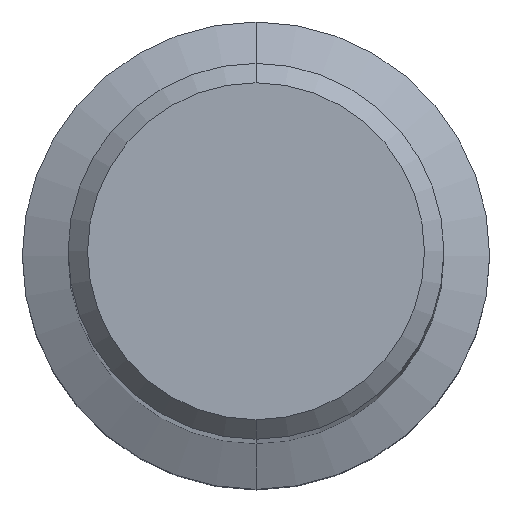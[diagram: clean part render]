
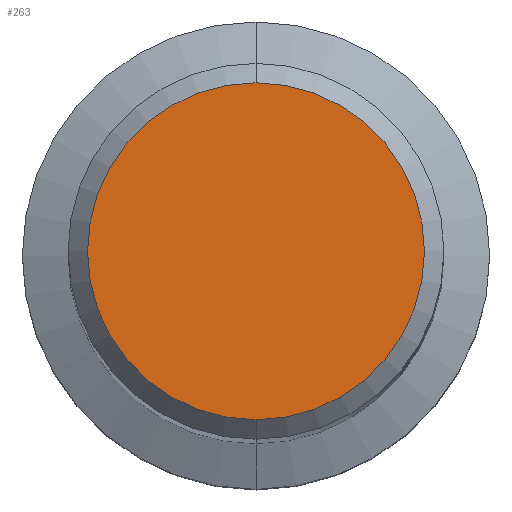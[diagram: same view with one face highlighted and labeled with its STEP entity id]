
A CAD part, top view. The second image highlights one B-rep face of the part: STEP entity #263.
In plain terms, the highlighted planar face has unit normal (0, 0, 1).
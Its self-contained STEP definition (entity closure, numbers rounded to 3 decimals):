
#127=EDGE_CURVE('',#223,#175,#326,.T.);
#175=VERTEX_POINT('',#378);
#223=VERTEX_POINT('',#434);
#253=EDGE_CURVE('',#175,#223,#468,.T.);
#263=ADVANCED_FACE('',(#479),#480,.T.);
#326=CIRCLE('',#543,8.65);
#378=CARTESIAN_POINT('',(0.0,8.65,0.0));
#434=CARTESIAN_POINT('',(0.,-8.65,0.0));
#468=CIRCLE('',#729,8.65);
#479=FACE_OUTER_BOUND('',#744,.T.);
#480=PLANE('',#745);
#543=AXIS2_PLACEMENT_3D('',#802,#803,#804);
#729=AXIS2_PLACEMENT_3D('',#973,#974,#975);
#744=EDGE_LOOP('',(#987,#988));
#745=AXIS2_PLACEMENT_3D('',#989,#990,#991);
#802=CARTESIAN_POINT('',(0.0,0.0,0.0));
#803=DIRECTION('',(0.0,0.0,-1.0));
#804=DIRECTION('',(0.0,1.0,0.0));
#973=CARTESIAN_POINT('',(0.0,0.0,0.0));
#974=DIRECTION('',(0.0,0.0,-1.0));
#975=DIRECTION('',(0.0,1.0,0.0));
#987=ORIENTED_EDGE('',*,*,#253,.F.);
#988=ORIENTED_EDGE('',*,*,#127,.F.);
#989=CARTESIAN_POINT('',(0.0,4.325,0.0));
#990=DIRECTION('',(-0.0,0.0,1.0));
#991=DIRECTION('',(0.0,-1.0,0.0));
